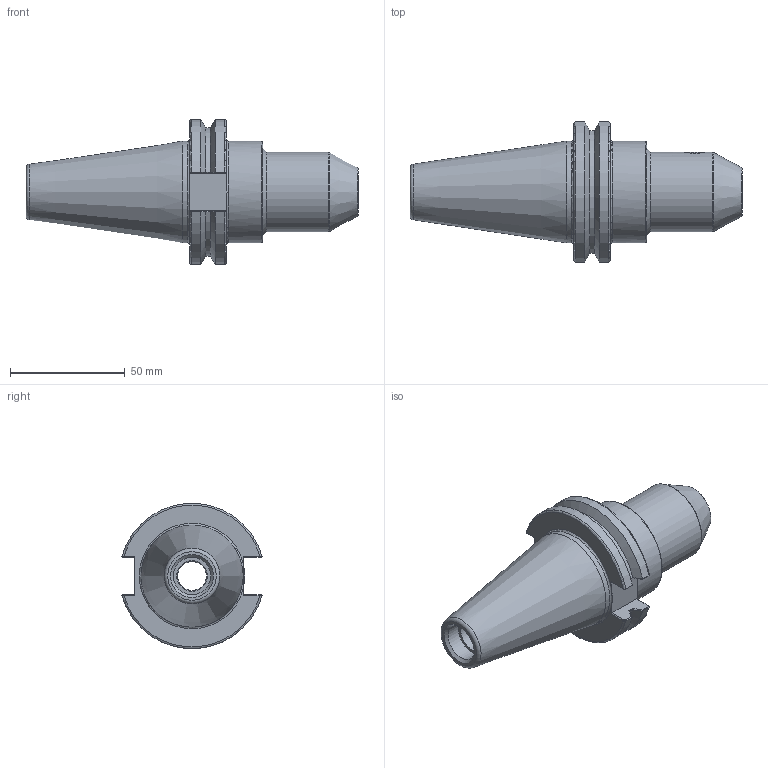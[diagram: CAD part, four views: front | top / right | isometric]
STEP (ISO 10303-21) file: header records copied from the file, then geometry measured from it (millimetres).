
FILE_DESCRIPTION(/* description */ (''),/* implementation_level */ '2;1');
FILE_NAME(/* name */ 'CAT40-EM.500-3.0-REV1.stp',/* time_stamp */ '2016-03-30T20:35:20-05:00',/* author */ ('Me'),/* organization */ (''),/* preprocessor_version */ 'ST-DEVELOPER v15.6',/* originating_system */ 'Autodesk Inventor 2015',/* authorisation */ '');
FILE_SCHEMA (('AUTOMOTIVE_DESIGN { 1 0 10303 214 3 1 1 }'));
Length unit declared in the file: inch
Products named in the file (1): CAT40-EM.500-3.0-REV1
Bounding box: 144.91 x 61.14 x 63.26 mm (x, y, z)
Volume: 152449.6 mm3; surface area: 28457 mm2
Topology: 1 solids, 1 shells, 107 faces, 267 edges, 167 vertices
Faces by surface type: plane 42, bspline 30, cylinder 15, cone 10, torus 10
Full cylindrical faces by diameter (mm): 11.112 x1, 12.7 x1, 13.386 x1, 16.256 x1, 34.798 x1, 44.45 x2
Entity records: 4326 total; most frequent: CARTESIAN_POINT 2021, ORIENTED_EDGE 484, DIRECTION 345, EDGE_CURVE 242, VERTEX_POINT 161, EDGE_LOOP 133, AXIS2_PLACEMENT_3D 121, FACE_OUTER_BOUND 107
